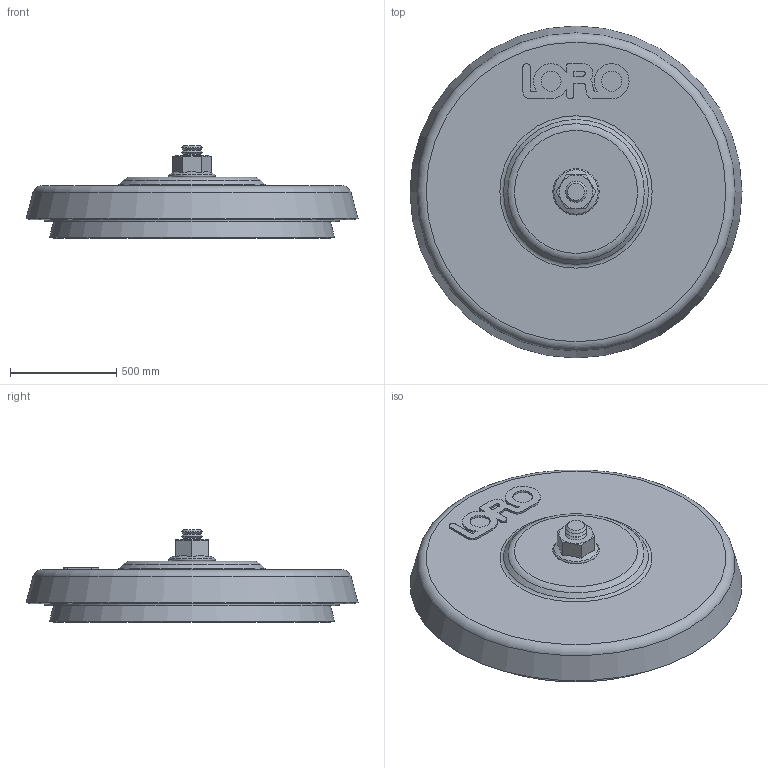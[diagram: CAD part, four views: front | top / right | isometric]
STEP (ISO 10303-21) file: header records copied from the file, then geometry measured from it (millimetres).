
FILE_DESCRIPTION(/* description */ (''),/* implementation_level */ '2;1');
FILE_NAME(/* name */ '00805.125X_3D.stp',/* time_stamp */ '2024-12-11T13:00:53+01:00',/* author */ ('CAD'),/* organization */ (''),/* preprocessor_version */ 'ST-DEVELOPER v20',/* originating_system */ 'AutoCAD Mechanical',/* authorisation */ '');
FILE_SCHEMA (('AUTOMOTIVE_DESIGN { 1 0 10303 214 3 1 1 }'));
Length unit declared in the file: centimetre
Products named in the file (1): Product
Bounding box: 1563.66 x 1563.66 x 435 mm (x, y, z)
Volume: 126877954.4 mm3; surface area: 10683170.9 mm2
Topology: 5 solids, 5 shells, 131 faces, 297 edges, 187 vertices
Faces by surface type: cone 56, plane 41, cylinder 20, torus 14
Full cylindrical faces by diameter (mm): 83.76 x1, 94.8 x2, 120 x1, 1260 x1, 1390 x1
Entity records: 3717 total; most frequent: DIRECTION 684, CARTESIAN_POINT 664, ORIENTED_EDGE 590, EDGE_CURVE 295, AXIS2_PLACEMENT_3D 279, VERTEX_POINT 183, CIRCLE 147, EDGE_LOOP 146
